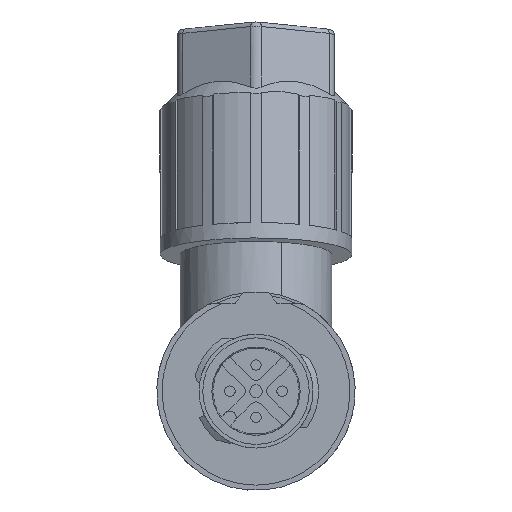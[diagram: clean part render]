
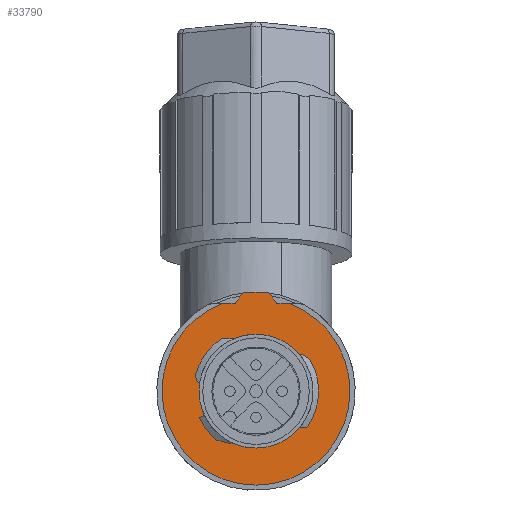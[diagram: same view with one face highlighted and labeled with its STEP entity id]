
A CAD part, front view. The second image highlights one B-rep face of the part: STEP entity #33790.
In plain terms, the highlighted face is planar.
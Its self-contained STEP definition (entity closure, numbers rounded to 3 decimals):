
#32830=CARTESIAN_POINT('',(5.265,-24.698,
34.445));
#32840=VERTEX_POINT('',#32830);
#32870=CARTESIAN_POINT('',(-2.988,-21.797,
32.332));
#32880=DIRECTION('',(-0.174,-0.853,
-0.492));
#32890=DIRECTION('',(-0.985,0.15,
0.087));
#32900=AXIS2_PLACEMENT_3D('',#32870,#32880,#32890);
#32910=CIRCLE('',#32900,9.);
#32920=CARTESIAN_POINT('',(5.265,-21.418,
28.763));
#32930=VERTEX_POINT('',#32920);
#32940=EDGE_CURVE('',#32840,#32930,#32910,.T.);
#33130=CARTESIAN_POINT('',(-5.654,-24.165,
37.373));
#33140=DIRECTION('',(-0.174,-0.853,
-0.492));
#33150=DIRECTION('',(0.432,0.383,
-0.816));
#33160=AXIS2_PLACEMENT_3D('',#33130,#33140,#33150);
#33170=PLANE('',#33160);
#33180=CARTESIAN_POINT('',(-2.988,-21.797,
32.332));
#33190=DIRECTION('',(-0.174,-0.853,
-0.492));
#33200=DIRECTION('',(0.696,0.247,
-0.674));
#33210=AXIS2_PLACEMENT_3D('',#33180,#33190,#33200);
#33220=CIRCLE('',#33210,5.45);
#33230=CARTESIAN_POINT('',(0.665,-24.352,
35.467));
#33240=VERTEX_POINT('',#33230);
#33250=CARTESIAN_POINT('',(-8.355,-20.978,
32.805));
#33260=VERTEX_POINT('',#33250);
#33270=EDGE_CURVE('',#33240,#33260,#33220,.T.);
#33280=ORIENTED_EDGE('',*,*,#33270,.F.);
#33290=CARTESIAN_POINT('',(2.379,-22.617,
31.859));
#33300=VERTEX_POINT('',#33290);
#33310=EDGE_CURVE('',#33260,#33300,#33220,.T.);
#33320=ORIENTED_EDGE('',*,*,#33310,.F.);
#33330=EDGE_CURVE('',#33300,#33240,#33220,.T.);
#33340=ORIENTED_EDGE('',*,*,#33330,.F.);
#33350=EDGE_LOOP('',(#33340,#33320,#33280));
#33360=FACE_BOUND('',#33350,.T.);
#33370=CARTESIAN_POINT('',(6.628,-5.089,0.));
#33380=DIRECTION('',(-0.034,-0.494,
0.869));
#33390=VECTOR('',#33380,1.);
#33400=LINE('',#33370,#33390);
#33410=CARTESIAN_POINT('',(5.309,-24.066,
33.335));
#33420=VERTEX_POINT('',#33410);
#33430=EDGE_CURVE('',#33420,#32840,#33400,.T.);
#33440=ORIENTED_EDGE('',*,*,#33430,.T.);
#33450=CARTESIAN_POINT('',(0.,-25.346,37.425));
#33460=DIRECTION('',(-0.778,-0.188,
0.599));
#33470=VECTOR('',#33460,1.);
#33480=LINE('',#33450,#33470);
#33490=CARTESIAN_POINT('',(6.288,-23.83,
32.581));
#33500=VERTEX_POINT('',#33490);
#33510=EDGE_CURVE('',#33500,#33420,#33480,.T.);
#33520=ORIENTED_EDGE('',*,*,#33510,.T.);
#33530=CARTESIAN_POINT('',(-2.988,-21.797,
32.332));
#33540=DIRECTION('',(0.174,0.853,
0.492));
#33550=DIRECTION('',(-0.086,-0.485,
0.87));
#33560=AXIS2_PLACEMENT_3D('',#33530,#33540,#33550);
#33570=CIRCLE('',#33560,9.5);
#33580=CARTESIAN_POINT('',(6.288,-22.598,
30.447));
#33590=VERTEX_POINT('',#33580);
#33600=EDGE_CURVE('',#33500,#33590,#33570,.T.);
#33610=ORIENTED_EDGE('',*,*,#33600,.F.);
#33620=CARTESIAN_POINT('',(0.,-19.161,26.712));
#33630=DIRECTION('',(0.778,-0.425,
0.462));
#33640=VECTOR('',#33630,1.);
#33650=LINE('',#33620,#33640);
#33660=CARTESIAN_POINT('',(5.309,-22.063,
29.866));
#33670=VERTEX_POINT('',#33660);
#33680=EDGE_CURVE('',#33670,#33590,#33650,.T.);
#33690=ORIENTED_EDGE('',*,*,#33680,.T.);
#33700=CARTESIAN_POINT('',(4.119,-4.578,0.));
#33710=DIRECTION('',(-0.034,0.505,
-0.862));
#33720=VECTOR('',#33710,1.);
#33730=LINE('',#33700,#33720);
#33740=EDGE_CURVE('',#33670,#32930,#33730,.T.);
#33750=ORIENTED_EDGE('',*,*,#33740,.F.);
#33760=ORIENTED_EDGE('',*,*,#32940,.T.);
#33770=EDGE_LOOP('',(#33760,#33750,#33690,#33610,#33520,#33440));
#33780=FACE_OUTER_BOUND('',#33770,.T.);
#33790=ADVANCED_FACE('',(#33360,#33780),#33170,.T.);
